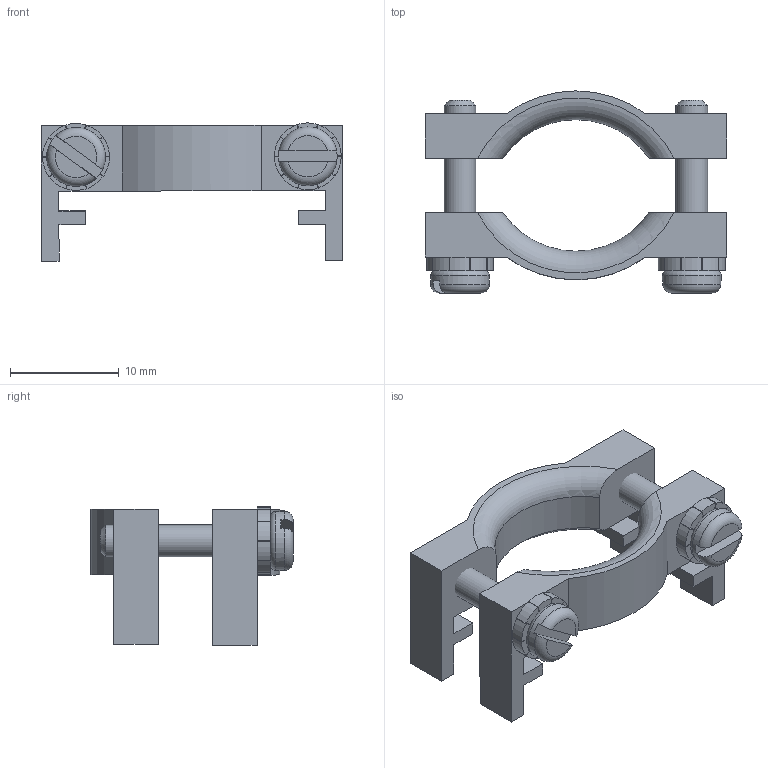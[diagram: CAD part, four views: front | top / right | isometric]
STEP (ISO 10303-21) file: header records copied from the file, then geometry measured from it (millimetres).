
FILE_DESCRIPTION(/* description */ ('Klemmmodul Bügel mit Gewinde'),/* implementation_level */ '2;1');
FILE_NAME(/* name */ '00810634-RST.stp',/* time_stamp */ '2015-07-22T12:32:26+02:00',/* author */ ('sl'),/* organization */ (''),/* preprocessor_version */ 'ST-DEVELOPER v15.2',/* originating_system */ 'Autodesk Inventor 2014',/* authorisation */ '');
FILE_SCHEMA (('CONFIG_CONTROL_DESIGN'));
Length unit declared in the file: millimetre
Products named in the file (5): Klemmmodul-02-BT-0001-00810634; Klemmmodul-02-BT-0002-00810634; Klemmmodul-02-BT-0003-00810634; Klemmmodul-02-BT-0004-00810634; Klemmmodul-02-BG-0001-00810634
Assembly tree (6 placements, depth 2):
  Klemmmodul-02-BG-0001-00810634
    Klemmmodul-02-BT-0001-00810634
    Klemmmodul-02-BT-0002-00810634
    Klemmmodul-02-BT-0003-00810634  x2
    Klemmmodul-02-BT-0004-00810634  x2
Bounding box: 27.74 x 18.59 x 12.71 mm (x, y, z)
Volume: 1588 mm3; surface area: 2290.2 mm2
Topology: 6 solids, 6 shells, 164 faces, 448 edges, 298 vertices
Faces by surface type: plane 98, cylinder 54, torus 8, cone 4
Full cylindrical faces by diameter (mm): 2.4 x2, 2.91 x2, 3.22 x2, 3.4 x2, 5.41 x2
Entity records: 3804 total; most frequent: CARTESIAN_POINT 919, DIRECTION 584, ORIENTED_EDGE 570, EDGE_CURVE 285, LINE 200, VECTOR 200, VERTEX_POINT 195, AXIS2_PLACEMENT_3D 192
